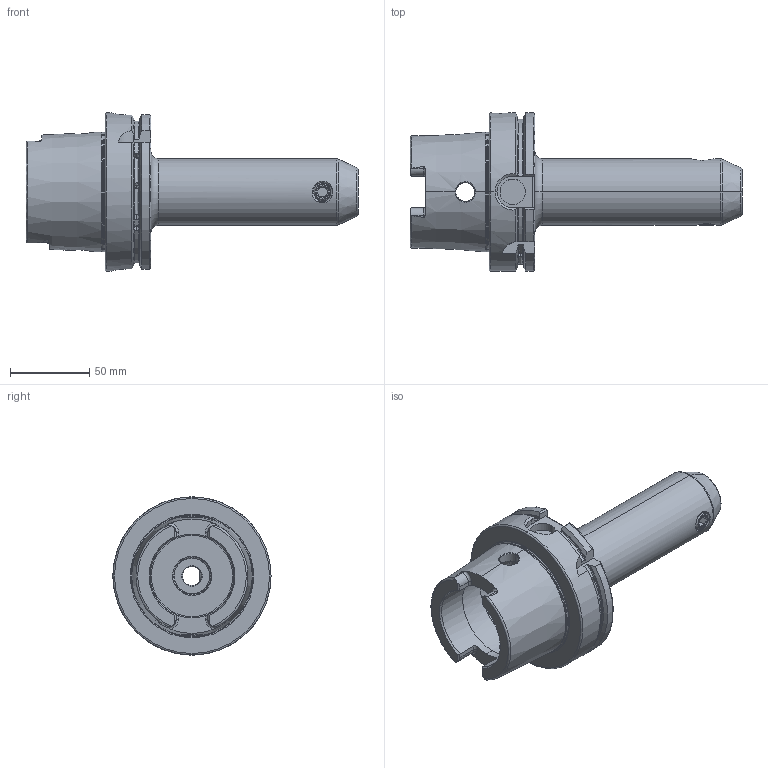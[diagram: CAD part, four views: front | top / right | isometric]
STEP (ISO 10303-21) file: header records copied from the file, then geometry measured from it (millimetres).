
FILE_DESCRIPTION (( 'STEP AP203' ), '1' );
FILE_NAME ('A100.04.12.2.STEP', '2016-09-05T08:24:04', ( '' ), ( '' ), 'SwSTEP 2.0', 'SolidWorks 2012', '' );
FILE_SCHEMA (( 'CONFIG_CONTROL_DESIGN' ));
Products named in the file (3): 側固12_M12x1.75_16L; A100.04.12.2
Assembly tree (2 placements, depth 2):
  A100.04.12.2
    A100.04.12.2
    側固12_M12x1.75_16L
Bounding box: 210 x 100 x 100 mm (x, y, z)
Volume: 413820.6 mm3; surface area: 74541.8 mm2
Topology: 2 solids, 2 shells, 282 faces, 765 edges, 486 vertices
Faces by surface type: cylinder 113, plane 57, cone 44, torus 37, bspline 29, sphere 2
Entity records: 31436 total; most frequent: CARTESIAN_POINT 24776, ORIENTED_EDGE 1506, DIRECTION 1129, EDGE_CURVE 753, VERTEX_POINT 486, AXIS2_PLACEMENT_3D 455, EDGE_LOOP 301, FACE_OUTER_BOUND 282
